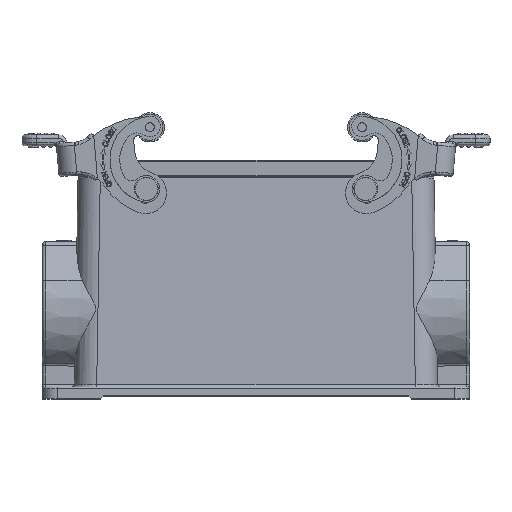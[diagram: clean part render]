
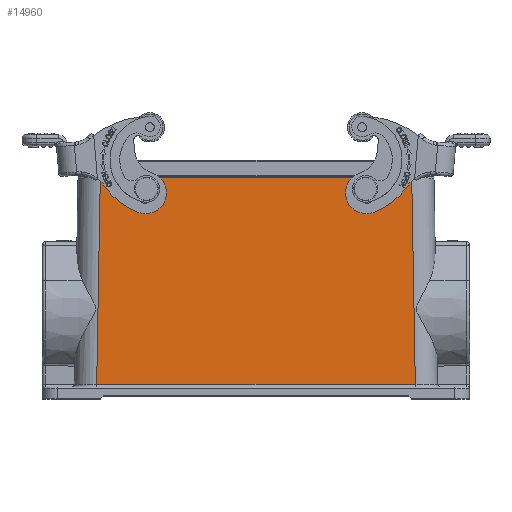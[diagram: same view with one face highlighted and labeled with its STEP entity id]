
A CAD part, top view. The second image highlights one B-rep face of the part: STEP entity #14960.
In plain terms, the highlighted planar face has unit normal (0, 0.018, 1).
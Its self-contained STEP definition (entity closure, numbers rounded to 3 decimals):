
#9206=FACE_BOUND('',#18807,.T.);
#9207=FACE_BOUND('',#18808,.T.);
#9208=FACE_BOUND('',#18809,.T.);
#11264=LINE('',#55766,#13183);
#11319=LINE('',#56362,#13238);
#11536=LINE('',#59216,#13455);
#11537=LINE('',#59218,#13456);
#13183=VECTOR('',#42866,1.);
#13238=VECTOR('',#43225,1.);
#13455=VECTOR('',#44172,1.);
#13456=VECTOR('',#44175,1.);
#14960=ADVANCED_FACE('',(#9206,#9207,#9208),#15803,.T.);
#15803=PLANE('',#37607);
#18807=EDGE_LOOP('',(#27244,#27245,#27246,#27247));
#18808=EDGE_LOOP('',(#27248,#27249,#27250,#27251));
#18809=EDGE_LOOP('',(#27252,#27253,#27254,#27255));
#19808=B_SPLINE_CURVE_WITH_KNOTS('',3,(#55270,#55271,#55272,#55273),
 .UNSPECIFIED.,.F.,.F.,(4,4),(0.,1.),.UNSPECIFIED.);
#19809=B_SPLINE_CURVE_WITH_KNOTS('',3,(#55275,#55276,#55277,#55278),
 .UNSPECIFIED.,.F.,.F.,(4,4),(0.,1.),.UNSPECIFIED.);
#19810=B_SPLINE_CURVE_WITH_KNOTS('',3,(#55280,#55281,#55282,#55283,#55284,
#55285),.UNSPECIFIED.,.F.,.F.,(4,2,4),(0.,0.5,1.),.UNSPECIFIED.);
#19811=B_SPLINE_CURVE_WITH_KNOTS('',3,(#55287,#55288,#55289,#55290,#55291,
#55292),.UNSPECIFIED.,.F.,.F.,(4,2,4),(0.,0.5,1.),.UNSPECIFIED.);
#19814=B_SPLINE_CURVE_WITH_KNOTS('',3,(#55662,#55663,#55664,#55665),
 .UNSPECIFIED.,.F.,.F.,(4,4),(0.,1.),.UNSPECIFIED.);
#19815=B_SPLINE_CURVE_WITH_KNOTS('',3,(#55667,#55668,#55669,#55670),
 .UNSPECIFIED.,.F.,.F.,(4,4),(0.,1.),.UNSPECIFIED.);
#19816=B_SPLINE_CURVE_WITH_KNOTS('',3,(#55672,#55673,#55674,#55675,#55676,
#55677),.UNSPECIFIED.,.F.,.F.,(4,2,4),(0.,0.5,1.),.UNSPECIFIED.);
#19817=B_SPLINE_CURVE_WITH_KNOTS('',3,(#55679,#55680,#55681,#55682,#55683,
#55684),.UNSPECIFIED.,.F.,.F.,(4,2,4),(0.,0.5,1.),.UNSPECIFIED.);
#27244=ORIENTED_EDGE('',*,*,#33974,.T.);
#27245=ORIENTED_EDGE('',*,*,#33973,.T.);
#27246=ORIENTED_EDGE('',*,*,#33976,.T.);
#27247=ORIENTED_EDGE('',*,*,#33975,.T.);
#27248=ORIENTED_EDGE('',*,*,#34156,.T.);
#27249=ORIENTED_EDGE('',*,*,#34155,.T.);
#27250=ORIENTED_EDGE('',*,*,#34158,.T.);
#27251=ORIENTED_EDGE('',*,*,#34157,.T.);
#27252=ORIENTED_EDGE('',*,*,#34352,.T.);
#27253=ORIENTED_EDGE('',*,*,#34907,.F.);
#27254=ORIENTED_EDGE('',*,*,#34168,.T.);
#27255=ORIENTED_EDGE('',*,*,#34906,.F.);
#30371=VERTEX_POINT('',#55264);
#30372=VERTEX_POINT('',#55269);
#30373=VERTEX_POINT('',#55274);
#30374=VERTEX_POINT('',#55286);
#30500=VERTEX_POINT('',#55656);
#30501=VERTEX_POINT('',#55661);
#30502=VERTEX_POINT('',#55666);
#30503=VERTEX_POINT('',#55678);
#30510=VERTEX_POINT('',#55741);
#30512=VERTEX_POINT('',#55765);
#30631=VERTEX_POINT('',#56283);
#30643=VERTEX_POINT('',#56350);
#33973=EDGE_CURVE('',#30373,#30372,#19808,.T.);
#33974=EDGE_CURVE('',#30371,#30373,#19809,.T.);
#33975=EDGE_CURVE('',#30374,#30371,#19810,.T.);
#33976=EDGE_CURVE('',#30372,#30374,#19811,.T.);
#34155=EDGE_CURVE('',#30502,#30501,#19814,.T.);
#34156=EDGE_CURVE('',#30500,#30502,#19815,.T.);
#34157=EDGE_CURVE('',#30503,#30500,#19816,.T.);
#34158=EDGE_CURVE('',#30501,#30503,#19817,.T.);
#34168=EDGE_CURVE('',#30510,#30512,#11264,.T.);
#34352=EDGE_CURVE('',#30643,#30631,#11319,.T.);
#34906=EDGE_CURVE('',#30643,#30512,#11536,.T.);
#34907=EDGE_CURVE('',#30510,#30631,#11537,.T.);
#37607=AXIS2_PLACEMENT_3D('',#59219,#44176,#44177);
#42866=DIRECTION('',(1.,0.,0.));
#43225=DIRECTION('',(-1.,0.,0.));
#44172=DIRECTION('',(0.017,-1.,0.017));
#44175=DIRECTION('',(0.017,1.,-0.017));
#44176=DIRECTION('',(0.,0.017,1.));
#44177=DIRECTION('',(0.,-1.,0.017));
#55264=CARTESIAN_POINT('',(107.689,71.002,-6.43));
#55269=CARTESIAN_POINT('',(112.318,70.597,-6.423));
#55270=CARTESIAN_POINT('',(110.199,73.075,-6.466));
#55271=CARTESIAN_POINT('',(111.414,72.97,-6.465));
#55272=CARTESIAN_POINT('',(112.403,71.818,-6.444));
#55273=CARTESIAN_POINT('',(112.318,70.597,-6.423));
#55274=CARTESIAN_POINT('',(110.199,73.075,-6.466));
#55275=CARTESIAN_POINT('',(107.689,71.002,-6.43));
#55276=CARTESIAN_POINT('',(107.817,72.216,-6.451));
#55277=CARTESIAN_POINT('',(108.985,73.179,-6.468));
#55278=CARTESIAN_POINT('',(110.199,73.075,-6.466));
#55280=CARTESIAN_POINT('',(109.794,68.445,-6.386));
#55281=CARTESIAN_POINT('',(109.173,68.5,-6.387));
#55282=CARTESIAN_POINT('',(108.597,68.807,-6.392));
#55283=CARTESIAN_POINT('',(107.813,69.76,-6.409));
#55284=CARTESIAN_POINT('',(107.624,70.382,-6.419));
#55285=CARTESIAN_POINT('',(107.689,71.002,-6.43));
#55286=CARTESIAN_POINT('',(109.794,68.445,-6.386));
#55287=CARTESIAN_POINT('',(112.318,70.597,-6.423));
#55288=CARTESIAN_POINT('',(112.274,69.975,-6.412));
#55289=CARTESIAN_POINT('',(111.979,69.393,-6.402));
#55290=CARTESIAN_POINT('',(111.038,68.59,-6.388));
#55291=CARTESIAN_POINT('',(110.417,68.389,-6.385));
#55292=CARTESIAN_POINT('',(109.794,68.445,-6.386));
#55656=CARTESIAN_POINT('',(33.682,70.597,-6.423));
#55661=CARTESIAN_POINT('',(38.311,71.002,-6.43));
#55662=CARTESIAN_POINT('',(35.801,73.075,-6.466));
#55663=CARTESIAN_POINT('',(37.014,73.179,-6.468));
#55664=CARTESIAN_POINT('',(38.183,72.217,-6.451));
#55665=CARTESIAN_POINT('',(38.311,71.002,-6.43));
#55666=CARTESIAN_POINT('',(35.801,73.075,-6.466));
#55667=CARTESIAN_POINT('',(33.682,70.597,-6.423));
#55668=CARTESIAN_POINT('',(33.597,71.817,-6.444));
#55669=CARTESIAN_POINT('',(34.585,72.97,-6.465));
#55670=CARTESIAN_POINT('',(35.801,73.075,-6.466));
#55672=CARTESIAN_POINT('',(36.206,68.445,-6.386));
#55673=CARTESIAN_POINT('',(35.584,68.389,-6.385));
#55674=CARTESIAN_POINT('',(34.962,68.59,-6.388));
#55675=CARTESIAN_POINT('',(34.021,69.393,-6.402));
#55676=CARTESIAN_POINT('',(33.726,69.974,-6.412));
#55677=CARTESIAN_POINT('',(33.682,70.597,-6.423));
#55678=CARTESIAN_POINT('',(36.206,68.445,-6.386));
#55679=CARTESIAN_POINT('',(38.311,71.002,-6.43));
#55680=CARTESIAN_POINT('',(38.376,70.383,-6.419));
#55681=CARTESIAN_POINT('',(38.187,69.76,-6.409));
#55682=CARTESIAN_POINT('',(37.403,68.806,-6.392));
#55683=CARTESIAN_POINT('',(36.828,68.5,-6.387));
#55684=CARTESIAN_POINT('',(36.206,68.445,-6.386));
#55741=CARTESIAN_POINT('',(19.277,4.983,-5.278));
#55765=CARTESIAN_POINT('',(126.723,4.983,-5.278));
#55766=CARTESIAN_POINT('',(19.277,4.983,-5.278));
#56283=CARTESIAN_POINT('',(20.49,74.509,-6.491));
#56350=CARTESIAN_POINT('',(125.51,74.509,-6.491));
#56362=CARTESIAN_POINT('',(125.51,74.509,-6.491));
#59216=CARTESIAN_POINT('',(125.51,74.509,-6.491));
#59218=CARTESIAN_POINT('',(19.277,4.983,-5.278));
#59219=CARTESIAN_POINT('',(73.,39.746,-5.885));
